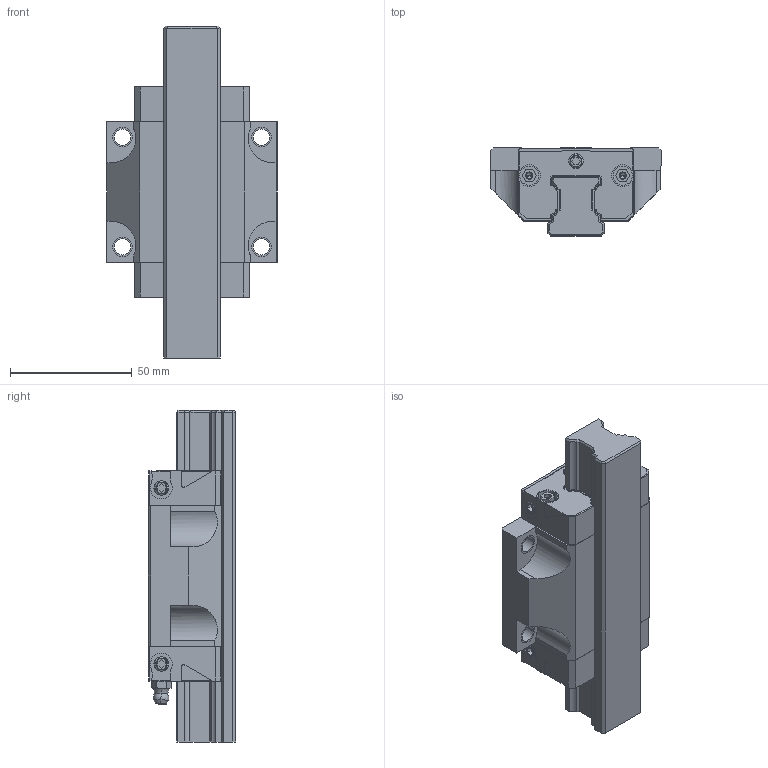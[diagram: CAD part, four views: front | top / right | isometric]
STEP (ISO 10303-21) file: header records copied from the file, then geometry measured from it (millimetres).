
FILE_DESCRIPTION((''),'2;1');
FILE_NAME('KWD_025_FNS_CS_ASM','2020-01-20T14:43:27',('ac91sw'),(''),'CREO PARAMETRIC BY PTC INC, 2018420','CREO PARAMETRIC BY PTC INC, 2018420','');
FILE_SCHEMA(('AUTOMOTIVE_DESIGN { 1 0 10303 214 1 1 1 1 }'));
Length unit declared in the file: millimetre
Products named in the file (7): KWD_025_FNS_CS_SKEL; R200120131; R200120102_Z; R343706101_Z; KWD_025_FNS_CS_PSF; R341700802_Z; KWD_025_FNS_CS_ASM
Assembly tree (11 placements, depth 2):
  KWD_025_FNS_CS_ASM
    KWD_025_FNS_CS_SKEL
    R200120131
    R200120102_Z  x2
    R343706101_Z  x5
    KWD_025_FNS_CS_PSF
    R341700802_Z
Bounding box: 70 x 36 x 136.2 mm (x, y, z)
Volume: 154839.2 mm3; surface area: 49735.2 mm2
Topology: 10 solids, 26 shells, 548 faces, 1414 edges, 906 vertices
Faces by surface type: plane 316, cylinder 158, cone 68, torus 4, sphere 2
Entity records: 16812 total; most frequent: CARTESIAN_POINT 2241, DIRECTION 1864, ORIENTED_EDGE 1756, EDGE_CURVE 898, PROPERTY_DEFINITION 663, REPRESENTATION 654, PROPERTY_DEFINITION_REPRESENTATION 654, AXIS2_PLACEMENT_3D 629
